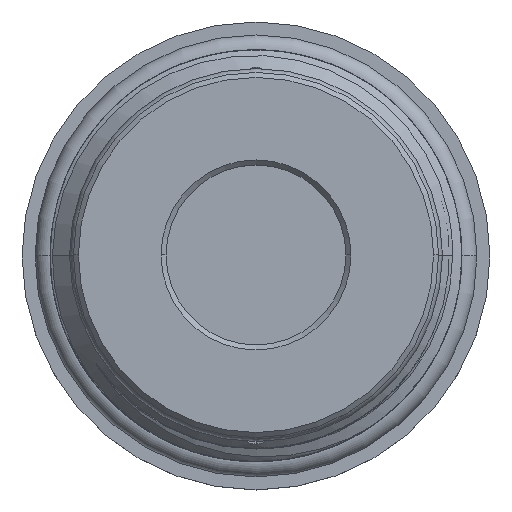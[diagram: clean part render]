
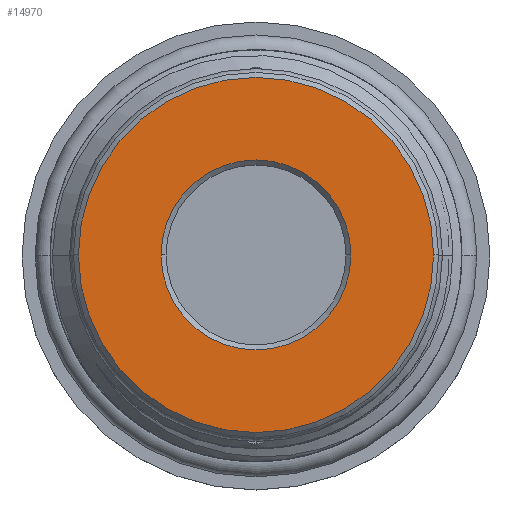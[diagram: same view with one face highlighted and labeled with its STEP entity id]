
A CAD part, top view. The second image highlights one B-rep face of the part: STEP entity #14970.
In plain terms, the highlighted planar face has unit normal (0, 0, 1).
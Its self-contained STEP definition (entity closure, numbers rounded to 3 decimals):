
#320 = EDGE_CURVE ( 'NONE', #2979, #8139, #14177, .T. ) ;
#326 = EDGE_CURVE ( 'NONE', #12164, #12563, #3467, .T. ) ;
#533 = DIRECTION ( 'NONE',  ( 0., 0., -1. ) ) ;
#628 = FACE_OUTER_BOUND ( 'NONE', #6902, .T. ) ;
#807 = EDGE_CURVE ( 'NONE', #12563, #12164, #12419, .T. ) ;
#2272 = CARTESIAN_POINT ( 'NONE',  ( 9.5, 0., 78.2 ) ) ;
#2707 = CARTESIAN_POINT ( 'NONE',  ( 17.76, 0., 78.2 ) ) ;
#2979 = VERTEX_POINT ( 'NONE', #2707 ) ;
#3036 = DIRECTION ( 'NONE',  ( -1., 0., 0. ) ) ;
#3069 = DIRECTION ( 'NONE',  ( -1., 0., 0. ) ) ;
#3369 = ORIENTED_EDGE ( 'NONE', *, *, #326, .T. ) ;
#3467 = CIRCLE ( 'NONE', #9962, 9.5 ) ;
#4047 = EDGE_CURVE ( 'NONE', #8139, #2979, #10982, .T. ) ;
#4105 = AXIS2_PLACEMENT_3D ( 'NONE', #13150, #4577, #5677 ) ;
#4577 = DIRECTION ( 'NONE',  ( 0., 0., 1. ) ) ;
#5303 = AXIS2_PLACEMENT_3D ( 'NONE', #9156, #533, #3069 ) ;
#5518 = AXIS2_PLACEMENT_3D ( 'NONE', #6645, #9177, #10404 ) ;
#5601 = FACE_BOUND ( 'NONE', #15981, .T. ) ;
#5677 = DIRECTION ( 'NONE',  ( -1., 0., 0. ) ) ;
#6645 = CARTESIAN_POINT ( 'NONE',  ( 0., 0., 78.2 ) ) ;
#6707 = DIRECTION ( 'NONE',  ( 0., 0., -1. ) ) ;
#6794 = DIRECTION ( 'NONE',  ( 0., 0., -1. ) ) ;
#6902 = EDGE_LOOP ( 'NONE', ( #15879, #7624 ) ) ;
#7624 = ORIENTED_EDGE ( 'NONE', *, *, #320, .T. ) ;
#8139 = VERTEX_POINT ( 'NONE', #11068 ) ;
#8970 = ORIENTED_EDGE ( 'NONE', *, *, #807, .T. ) ;
#9156 = CARTESIAN_POINT ( 'NONE',  ( 0., 0., 78.2 ) ) ;
#9177 = DIRECTION ( 'NONE',  ( 0., 0., 1. ) ) ;
#9343 = PLANE ( 'NONE',  #15362 ) ;
#9962 = AXIS2_PLACEMENT_3D ( 'NONE', #15313, #6794, #3036 ) ;
#10369 = CARTESIAN_POINT ( 'NONE',  ( 0., 18.26, 78.2 ) ) ;
#10404 = DIRECTION ( 'NONE',  ( -1., 0., 0. ) ) ;
#10982 = CIRCLE ( 'NONE', #4105, 17.76 ) ;
#11068 = CARTESIAN_POINT ( 'NONE',  ( -17.76, 0., 78.2 ) ) ;
#11893 = CARTESIAN_POINT ( 'NONE',  ( -9.5, 0., 78.2 ) ) ;
#12164 = VERTEX_POINT ( 'NONE', #2272 ) ;
#12419 = CIRCLE ( 'NONE', #5303, 9.5 ) ;
#12563 = VERTEX_POINT ( 'NONE', #11893 ) ;
#13150 = CARTESIAN_POINT ( 'NONE',  ( 0., 0., 78.2 ) ) ;
#14177 = CIRCLE ( 'NONE', #5518, 17.76 ) ;
#14196 = DIRECTION ( 'NONE',  ( -1., 0., 0. ) ) ;
#14970 = ADVANCED_FACE ( 'NONE', ( #5601, #628 ), #9343, .F. ) ;
#15313 = CARTESIAN_POINT ( 'NONE',  ( 0., 0., 78.2 ) ) ;
#15362 = AXIS2_PLACEMENT_3D ( 'NONE', #10369, #6707, #14196 ) ;
#15879 = ORIENTED_EDGE ( 'NONE', *, *, #4047, .T. ) ;
#15981 = EDGE_LOOP ( 'NONE', ( #3369, #8970 ) ) ;
